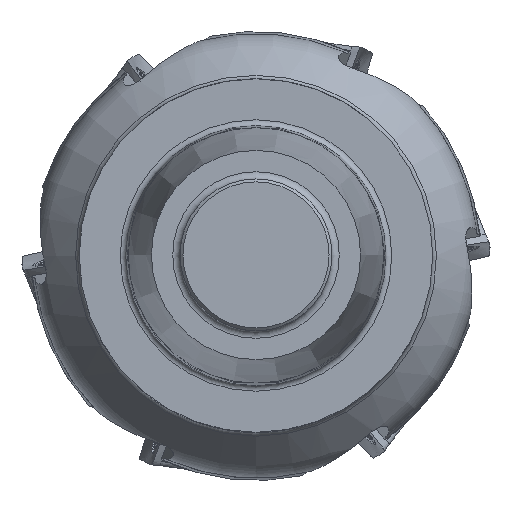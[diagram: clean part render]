
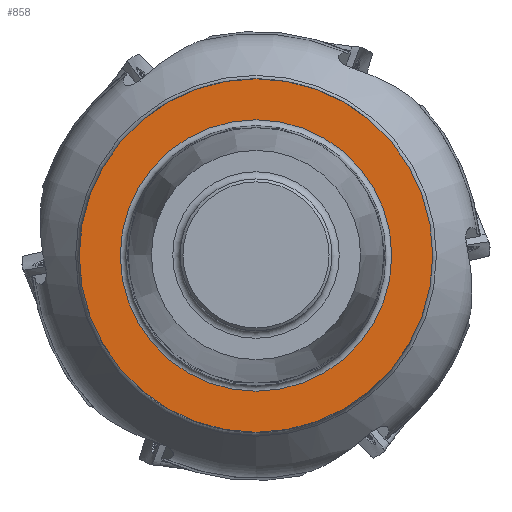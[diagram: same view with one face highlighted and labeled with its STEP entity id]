
A CAD part, top view. The second image highlights one B-rep face of the part: STEP entity #858.
In plain terms, the highlighted planar face has unit normal (0, 0, 1).
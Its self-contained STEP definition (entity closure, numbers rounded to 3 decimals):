
#858=ADVANCED_FACE('',(#1691,#1692),#1258,.F.);
#1258=PLANE('',#8284);
#1508=CIRCLE('',#8280,12.1);
#1509=CIRCLE('',#8283,9.292);
#1691=FACE_BOUND('',#1896,.T.);
#1692=FACE_BOUND('',#1897,.T.);
#1896=EDGE_LOOP('',(#3952));
#1897=EDGE_LOOP('',(#3953));
#3952=ORIENTED_EDGE('',*,*,#6901,.T.);
#3953=ORIENTED_EDGE('',*,*,#6900,.F.);
#6063=VERTEX_POINT('',#12542);
#6064=VERTEX_POINT('',#12546);
#6900=EDGE_CURVE('',#6063,#6063,#1508,.T.);
#6901=EDGE_CURVE('',#6064,#6064,#1509,.T.);
#8280=AXIS2_PLACEMENT_3D('',#12541,#9405,#9406);
#8283=AXIS2_PLACEMENT_3D('',#12545,#9411,#9412);
#8284=AXIS2_PLACEMENT_3D('',#12547,#9413,#9414);
#9405=DIRECTION('',(0.,0.,-1.));
#9406=DIRECTION('',(-1.,0.,0.));
#9411=DIRECTION('',(0.,0.,-1.));
#9412=DIRECTION('',(-1.,0.,0.));
#9413=DIRECTION('',(0.,0.,-1.));
#9414=DIRECTION('',(-1.,0.,0.));
#12541=CARTESIAN_POINT('',(0.,0.,0.));
#12542=CARTESIAN_POINT('',(-12.1,0.,0.));
#12545=CARTESIAN_POINT('',(0.,0.,0.));
#12546=CARTESIAN_POINT('',(-9.292,0.,0.));
#12547=CARTESIAN_POINT('',(-8.907,0.,0.));
